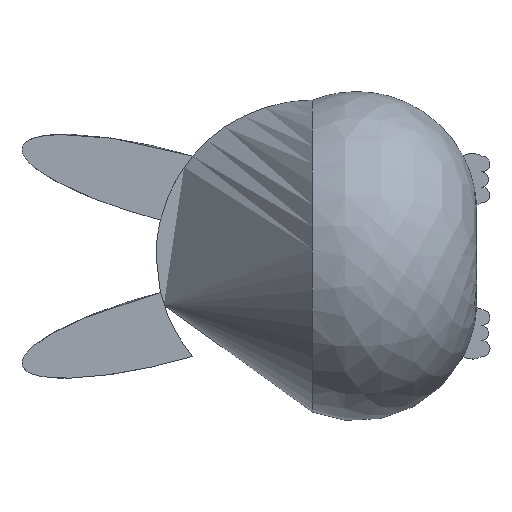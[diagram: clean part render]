
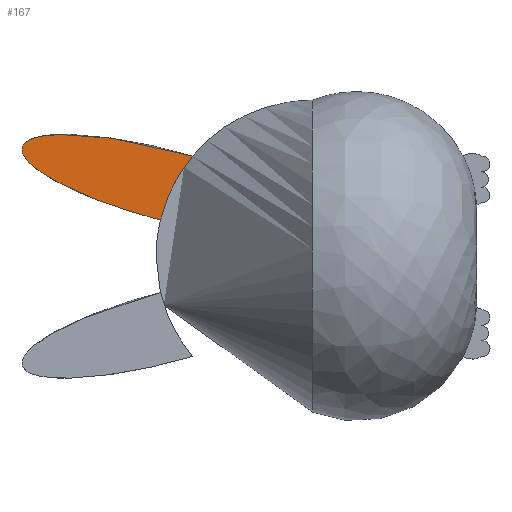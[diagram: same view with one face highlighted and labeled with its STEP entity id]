
A CAD part, left-side view. The second image highlights one B-rep face of the part: STEP entity #167.
In plain terms, the highlighted free-form (B-spline) face has degree [1, 1] with [2, 2] control points.
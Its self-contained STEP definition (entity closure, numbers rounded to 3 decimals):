
#167 = ADVANCED_FACE('',(#168),#188,.F.);
#168 = FACE_BOUND('',#169,.T.);
#169 = EDGE_LOOP('',(#170,#182));
#170 = ORIENTED_EDGE('',*,*,#171,.T.);
#171 = EDGE_CURVE('',#172,#174,#176,.T.);
#172 = VERTEX_POINT('',#173);
#173 = CARTESIAN_POINT('',(-0.548,7.,3.52
    ));
#174 = VERTEX_POINT('',#175);
#175 = CARTESIAN_POINT('',(-0.548,8.13,1.27
    ));
#176 = ( BOUNDED_CURVE() B_SPLINE_CURVE(2,(#177,#178,#179,#180,#181),
.UNSPECIFIED.,.F.,.F.) B_SPLINE_CURVE_WITH_KNOTS((3,2,3),(1.458
,3.092,4.727),.PIECEWISE_BEZIER_KNOTS.) CURVE() 
GEOMETRIC_REPRESENTATION_ITEM() RATIONAL_B_SPLINE_CURVE((1.,
0.684,1.,0.684,1.)) REPRESENTATION_ITEM('') );
#177 = CARTESIAN_POINT('',(-0.548,7.,3.52
    ));
#178 = CARTESIAN_POINT('',(-0.548,12.357,
    5.088));
#179 = CARTESIAN_POINT('',(-0.548,12.96,3.886)
  );
#180 = CARTESIAN_POINT('',(-0.548,13.564,
    2.685));
#181 = CARTESIAN_POINT('',(-0.548,8.13,1.27
    ));
#182 = ORIENTED_EDGE('',*,*,#183,.T.);
#183 = EDGE_CURVE('',#174,#172,#184,.T.);
#184 = ( BOUNDED_CURVE() B_SPLINE_CURVE(2,(#185,#186,#187),
.UNSPECIFIED.,.F.,.F.) B_SPLINE_CURVE_WITH_KNOTS((3,3),(4.946,
5.41),.PIECEWISE_BEZIER_KNOTS.) CURVE() 
GEOMETRIC_REPRESENTATION_ITEM() RATIONAL_B_SPLINE_CURVE((1.,
0.973,1.)) REPRESENTATION_ITEM('') );
#185 = CARTESIAN_POINT('',(-0.548,8.13,1.27
    ));
#186 = CARTESIAN_POINT('',(-0.548,7.83,2.528
    ));
#187 = CARTESIAN_POINT('',(-0.548,7.,3.52
    ));
#188 = B_SPLINE_SURFACE_WITH_KNOTS('',1,1,(
    (#189,#190)
    ,(#191,#192
    )),.UNSPECIFIED.,.F.,.F.,.F.,(2,2),(2,2),(-1.374,
    1.374),(-2.732,2.732),
  .PIECEWISE_BEZIER_KNOTS.);
#189 = CARTESIAN_POINT('',(-0.548,7.,4.283
    ));
#190 = CARTESIAN_POINT('',(-0.548,12.992,
    4.283));
#191 = CARTESIAN_POINT('',(-0.548,7.,1.27
    ));
#192 = CARTESIAN_POINT('',(-0.548,12.992,
    1.27));
